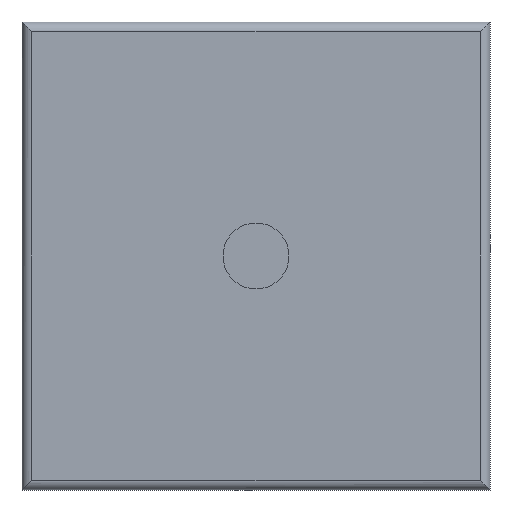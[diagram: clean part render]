
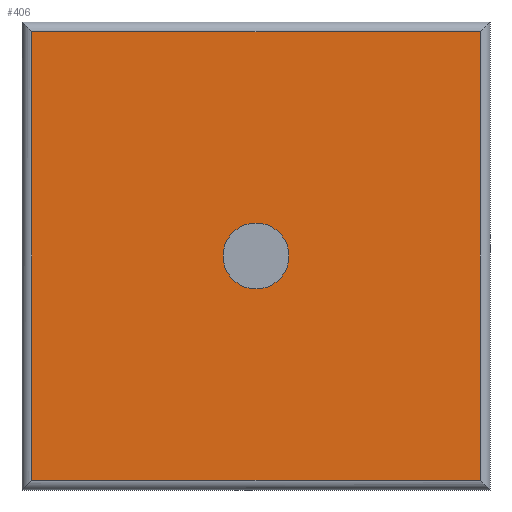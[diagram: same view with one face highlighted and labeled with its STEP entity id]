
A CAD part, front view. The second image highlights one B-rep face of the part: STEP entity #406.
In plain terms, the highlighted planar face has unit normal (0, -1, 0).
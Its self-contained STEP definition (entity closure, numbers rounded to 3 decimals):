
#15=FACE_BOUND('',#78,.T.);
#29=PLANE('',#461);
#51=FACE_OUTER_BOUND('',#77,.T.);
#77=EDGE_LOOP('',(#308,#309,#310,#311));
#78=EDGE_LOOP('',(#312));
#100=LINE('',#617,#145);
#101=LINE('',#621,#146);
#104=LINE('',#629,#149);
#106=LINE('',#633,#151);
#145=VECTOR('',#499,10.);
#146=VECTOR('',#504,10.);
#149=VECTOR('',#511,10.);
#151=VECTOR('',#517,10.);
#189=CIRCLE('',#449,3.969);
#191=VERTEX_POINT('',#606);
#194=VERTEX_POINT('',#614);
#195=VERTEX_POINT('',#616);
#196=VERTEX_POINT('',#620);
#199=VERTEX_POINT('',#628);
#226=EDGE_CURVE('',#191,#191,#189,.T.);
#229=EDGE_CURVE('',#194,#195,#100,.T.);
#231=EDGE_CURVE('',#196,#194,#101,.T.);
#235=EDGE_CURVE('',#195,#199,#104,.T.);
#238=EDGE_CURVE('',#199,#196,#106,.T.);
#308=ORIENTED_EDGE('',*,*,#229,.F.);
#309=ORIENTED_EDGE('',*,*,#231,.F.);
#310=ORIENTED_EDGE('',*,*,#238,.F.);
#311=ORIENTED_EDGE('',*,*,#235,.F.);
#312=ORIENTED_EDGE('',*,*,#226,.T.);
#406=ADVANCED_FACE('',(#51,#15),#29,.F.);
#449=AXIS2_PLACEMENT_3D('',#608,#490,#491);
#461=AXIS2_PLACEMENT_3D('',#644,#527,#528);
#490=DIRECTION('center_axis',(0.,1.,0.));
#491=DIRECTION('ref_axis',(1.,0.,0.));
#499=DIRECTION('',(0.,0.,1.));
#504=DIRECTION('',(-1.,0.,0.));
#511=DIRECTION('',(1.,0.,0.));
#517=DIRECTION('',(0.,0.,-1.));
#527=DIRECTION('center_axis',(0.,1.,0.));
#528=DIRECTION('ref_axis',(0.,0.,1.));
#606=CARTESIAN_POINT('',(-3.969,0.,0.));
#608=CARTESIAN_POINT('Origin',(0.,0.,0.));
#614=CARTESIAN_POINT('',(-26.945,0.,-26.945));
#616=CARTESIAN_POINT('',(-26.945,0.,26.945));
#617=CARTESIAN_POINT('',(-26.945,0.,-14.072));
#620=CARTESIAN_POINT('',(26.945,0.,-26.945));
#621=CARTESIAN_POINT('',(14.072,0.,-26.945));
#628=CARTESIAN_POINT('',(26.945,0.,26.945));
#629=CARTESIAN_POINT('',(-14.072,0.,26.945));
#633=CARTESIAN_POINT('',(26.945,0.,14.072));
#644=CARTESIAN_POINT('Origin',(0.,0.,0.));
